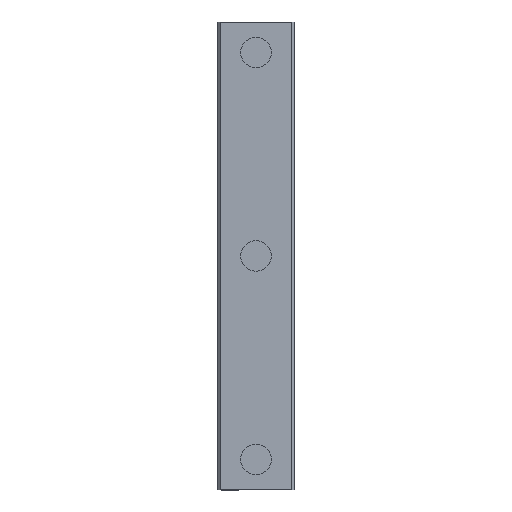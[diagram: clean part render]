
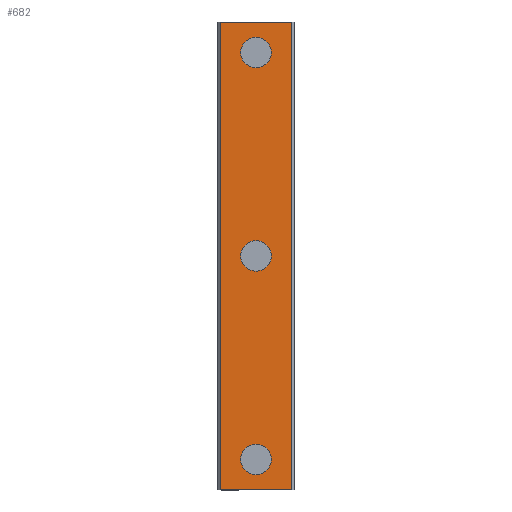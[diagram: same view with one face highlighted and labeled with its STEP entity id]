
A CAD part, top view. The second image highlights one B-rep face of the part: STEP entity #682.
In plain terms, the highlighted planar face has unit normal (0, 0, 1).
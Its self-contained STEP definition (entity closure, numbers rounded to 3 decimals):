
#80 = DIRECTION ( 'NONE',  ( 1., 0., 0. ) ) ;
#84 = VERTEX_POINT ( 'NONE', #2666 ) ;
#103 = VERTEX_POINT ( 'NONE', #877 ) ;
#132 = PLANE ( 'NONE',  #3333 ) ;
#140 = VECTOR ( 'NONE', #1800, 1000. ) ;
#149 = DIRECTION ( 'NONE',  ( 1., 0., 0. ) ) ;
#175 = VERTEX_POINT ( 'NONE', #1467 ) ;
#198 = ORIENTED_EDGE ( 'NONE', *, *, #2610, .T. ) ;
#357 = CARTESIAN_POINT ( 'NONE',  ( 6.995, 92., 10. ) ) ;
#475 = DIRECTION ( 'NONE',  ( 0., 0., -1. ) ) ;
#477 = LINE ( 'NONE', #1634, #1849 ) ;
#543 = DIRECTION ( 'NONE',  ( 1., 0., 0. ) ) ;
#551 = DIRECTION ( 'NONE',  ( 0., -1., 0. ) ) ;
#564 = CARTESIAN_POINT ( 'NONE',  ( -3., 46., 10. ) ) ;
#604 = CARTESIAN_POINT ( 'NONE',  ( -6.995, 92., 10. ) ) ;
#638 = LINE ( 'NONE', #357, #140 ) ;
#661 = ORIENTED_EDGE ( 'NONE', *, *, #1032, .T. ) ;
#682 = ADVANCED_FACE ( 'NONE', ( #1964, #2541, #1673, #1100 ), #132, .T. ) ;
#724 = CARTESIAN_POINT ( 'NONE',  ( -3., 6., 10. ) ) ;
#728 = AXIS2_PLACEMENT_3D ( 'NONE', #817, #3199, #796 ) ;
#748 = VERTEX_POINT ( 'NONE', #564 ) ;
#781 = DIRECTION ( 'NONE',  ( 1., 0., 0. ) ) ;
#796 = DIRECTION ( 'NONE',  ( 1., 0., 0. ) ) ;
#817 = CARTESIAN_POINT ( 'NONE',  ( 0., 86., 10. ) ) ;
#820 = AXIS2_PLACEMENT_3D ( 'NONE', #1823, #1537, #80 ) ;
#828 = VERTEX_POINT ( 'NONE', #724 ) ;
#840 = ORIENTED_EDGE ( 'NONE', *, *, #2269, .T. ) ;
#877 = CARTESIAN_POINT ( 'NONE',  ( -6.995, 0., 10. ) ) ;
#931 = VERTEX_POINT ( 'NONE', #2307 ) ;
#996 = AXIS2_PLACEMENT_3D ( 'NONE', #2001, #3193, #543 ) ;
#1032 = EDGE_CURVE ( 'NONE', #2638, #175, #1910, .T. ) ;
#1053 = VERTEX_POINT ( 'NONE', #3465 ) ;
#1074 = ORIENTED_EDGE ( 'NONE', *, *, #2388, .F. ) ;
#1100 = FACE_OUTER_BOUND ( 'NONE', #1343, .T. ) ;
#1233 = VECTOR ( 'NONE', #551, 1000. ) ;
#1294 = ORIENTED_EDGE ( 'NONE', *, *, #1754, .T. ) ;
#1331 = DIRECTION ( 'NONE',  ( 0., 0., -1. ) ) ;
#1343 = EDGE_LOOP ( 'NONE', ( #2813, #1074, #198, #1294 ) ) ;
#1467 = CARTESIAN_POINT ( 'NONE',  ( -3., 86., 10. ) ) ;
#1501 = DIRECTION ( 'NONE',  ( 0., 0., -1. ) ) ;
#1537 = DIRECTION ( 'NONE',  ( 0., 0., -1. ) ) ;
#1551 = VECTOR ( 'NONE', #3087, 1000. ) ;
#1553 = VERTEX_POINT ( 'NONE', #3734 ) ;
#1588 = EDGE_CURVE ( 'NONE', #748, #2883, #3414, .T. ) ;
#1603 = CIRCLE ( 'NONE', #820, 3. ) ;
#1621 = CARTESIAN_POINT ( 'NONE',  ( 0., 46., 10. ) ) ;
#1634 = CARTESIAN_POINT ( 'NONE',  ( 6.995, 0., 10. ) ) ;
#1671 = LINE ( 'NONE', #2859, #1551 ) ;
#1673 = FACE_BOUND ( 'NONE', #1721, .T. ) ;
#1692 = EDGE_CURVE ( 'NONE', #103, #1553, #477, .T. ) ;
#1721 = EDGE_LOOP ( 'NONE', ( #2618, #661 ) ) ;
#1754 = EDGE_CURVE ( 'NONE', #931, #103, #3257, .T. ) ;
#1800 = DIRECTION ( 'NONE',  ( 0., -1., 0. ) ) ;
#1820 = CIRCLE ( 'NONE', #728, 3. ) ;
#1823 = CARTESIAN_POINT ( 'NONE',  ( 0., 6., 10. ) ) ;
#1849 = VECTOR ( 'NONE', #781, 1000. ) ;
#1910 = CIRCLE ( 'NONE', #2519, 3. ) ;
#1935 = EDGE_CURVE ( 'NONE', #828, #84, #1603, .T. ) ;
#1954 = CIRCLE ( 'NONE', #3319, 3. ) ;
#1964 = FACE_BOUND ( 'NONE', #2594, .T. ) ;
#2001 = CARTESIAN_POINT ( 'NONE',  ( 0., 6., 10. ) ) ;
#2269 = EDGE_CURVE ( 'NONE', #84, #828, #2345, .T. ) ;
#2307 = CARTESIAN_POINT ( 'NONE',  ( -6.995, 92., 10. ) ) ;
#2345 = CIRCLE ( 'NONE', #996, 3. ) ;
#2388 = EDGE_CURVE ( 'NONE', #1053, #1553, #638, .T. ) ;
#2458 = CARTESIAN_POINT ( 'NONE',  ( 0., 46., 10. ) ) ;
#2478 = DIRECTION ( 'NONE',  ( 0., 0., 1. ) ) ;
#2519 = AXIS2_PLACEMENT_3D ( 'NONE', #3305, #1501, #2677 ) ;
#2541 = FACE_BOUND ( 'NONE', #2837, .T. ) ;
#2594 = EDGE_LOOP ( 'NONE', ( #3130, #840 ) ) ;
#2610 = EDGE_CURVE ( 'NONE', #1053, #931, #1671, .T. ) ;
#2618 = ORIENTED_EDGE ( 'NONE', *, *, #3433, .T. ) ;
#2638 = VERTEX_POINT ( 'NONE', #3611 ) ;
#2666 = CARTESIAN_POINT ( 'NONE',  ( 3., 6., 10. ) ) ;
#2677 = DIRECTION ( 'NONE',  ( 1., 0., 0. ) ) ;
#2812 = CARTESIAN_POINT ( 'NONE',  ( 0., 92., 10. ) ) ;
#2813 = ORIENTED_EDGE ( 'NONE', *, *, #1692, .T. ) ;
#2837 = EDGE_LOOP ( 'NONE', ( #3226, #3830 ) ) ;
#2859 = CARTESIAN_POINT ( 'NONE',  ( 6.995, 92., 10. ) ) ;
#2883 = VERTEX_POINT ( 'NONE', #3728 ) ;
#3025 = AXIS2_PLACEMENT_3D ( 'NONE', #1621, #1331, #3709 ) ;
#3087 = DIRECTION ( 'NONE',  ( -1., 0., 0. ) ) ;
#3130 = ORIENTED_EDGE ( 'NONE', *, *, #1935, .T. ) ;
#3193 = DIRECTION ( 'NONE',  ( 0., 0., -1. ) ) ;
#3199 = DIRECTION ( 'NONE',  ( 0., 0., -1. ) ) ;
#3226 = ORIENTED_EDGE ( 'NONE', *, *, #1588, .T. ) ;
#3257 = LINE ( 'NONE', #604, #1233 ) ;
#3270 = EDGE_CURVE ( 'NONE', #2883, #748, #1954, .T. ) ;
#3305 = CARTESIAN_POINT ( 'NONE',  ( 0., 86., 10. ) ) ;
#3319 = AXIS2_PLACEMENT_3D ( 'NONE', #2458, #475, #3411 ) ;
#3333 = AXIS2_PLACEMENT_3D ( 'NONE', #2812, #2478, #149 ) ;
#3411 = DIRECTION ( 'NONE',  ( 1., 0., 0. ) ) ;
#3414 = CIRCLE ( 'NONE', #3025, 3. ) ;
#3433 = EDGE_CURVE ( 'NONE', #175, #2638, #1820, .T. ) ;
#3465 = CARTESIAN_POINT ( 'NONE',  ( 6.995, 92., 10. ) ) ;
#3611 = CARTESIAN_POINT ( 'NONE',  ( 3., 86., 10. ) ) ;
#3709 = DIRECTION ( 'NONE',  ( 1., 0., 0. ) ) ;
#3728 = CARTESIAN_POINT ( 'NONE',  ( 3., 46., 10. ) ) ;
#3734 = CARTESIAN_POINT ( 'NONE',  ( 6.995, 0., 10. ) ) ;
#3830 = ORIENTED_EDGE ( 'NONE', *, *, #3270, .T. ) ;
